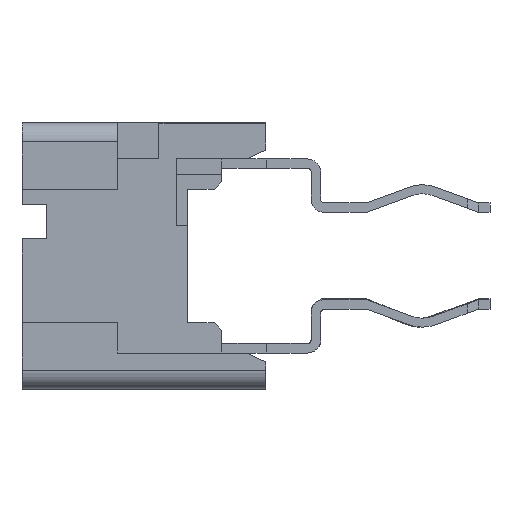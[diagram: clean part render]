
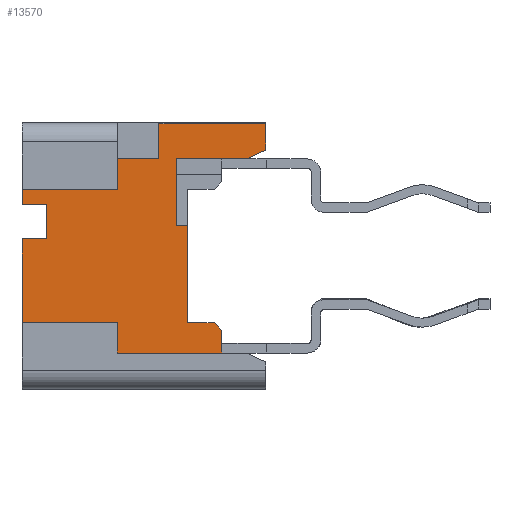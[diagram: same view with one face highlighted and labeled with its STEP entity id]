
A CAD part, left-side view. The second image highlights one B-rep face of the part: STEP entity #13570.
In plain terms, the highlighted planar face has unit normal (-1, 0, 0).
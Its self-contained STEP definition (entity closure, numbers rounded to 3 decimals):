
#27=DIRECTION('',(0.,0.,-1.));
#28=VECTOR('',#27,0.694);
#29=CARTESIAN_POINT('',(-8.525,0.,3.477));
#30=LINE('',#29,#28);
#89=DIRECTION('',(0.,1.,0.));
#90=VECTOR('',#89,0.7);
#91=CARTESIAN_POINT('',(-8.525,1.35,-1.75));
#92=LINE('',#91,#90);
#193=DIRECTION('',(0.,0.,1.));
#194=VECTOR('',#193,0.927);
#195=CARTESIAN_POINT('',(-8.525,2.8,2.55));
#196=LINE('',#195,#194);
#197=DIRECTION('',(0.,-1.,0.));
#198=VECTOR('',#197,2.8);
#199=CARTESIAN_POINT('',(-8.525,2.8,3.477));
#200=LINE('',#199,#198);
#201=DIRECTION('',(0.,0.,-1.));
#202=VECTOR('',#201,1.75);
#203=CARTESIAN_POINT('',(-8.525,2.35,2.55));
#204=LINE('',#203,#202);
#205=DIRECTION('',(0.,1.,0.));
#206=VECTOR('',#205,0.3);
#207=CARTESIAN_POINT('',(-8.525,2.05,0.8));
#208=LINE('',#207,#206);
#209=DIRECTION('',(0.,0.,-1.));
#210=VECTOR('',#209,2.55);
#211=CARTESIAN_POINT('',(-8.525,2.05,0.8));
#212=LINE('',#211,#210);
#213=DIRECTION('',(0.,-1.,0.));
#214=VECTOR('',#213,2.75);
#215=CARTESIAN_POINT('',(-8.525,3.9,-2.55));
#216=LINE('',#215,#214);
#217=DIRECTION('',(0.,0.,-1.));
#218=VECTOR('',#217,0.8);
#219=CARTESIAN_POINT('',(-8.525,3.9,-1.75));
#220=LINE('',#219,#218);
#221=DIRECTION('',(0.,1.,0.));
#222=VECTOR('',#221,2.5);
#223=CARTESIAN_POINT('',(-8.525,3.9,-1.75));
#224=LINE('',#223,#222);
#225=DIRECTION('',(0.,-1.,0.));
#226=VECTOR('',#225,0.65);
#227=CARTESIAN_POINT('',(-8.525,6.4,0.45));
#228=LINE('',#227,#226);
#229=DIRECTION('',(0.,0.,-1.));
#230=VECTOR('',#229,0.9);
#231=CARTESIAN_POINT('',(-8.525,5.75,1.35));
#232=LINE('',#231,#230);
#233=DIRECTION('',(0.,-1.,0.));
#234=VECTOR('',#233,0.65);
#235=CARTESIAN_POINT('',(-8.525,6.4,1.35));
#236=LINE('',#235,#234);
#237=DIRECTION('',(0.,-1.,0.));
#238=VECTOR('',#237,1.1);
#239=CARTESIAN_POINT('',(-8.525,3.9,2.55));
#240=LINE('',#239,#238);
#280=DIRECTION('',(0.,0.,-1.));
#281=VECTOR('',#280,0.8);
#282=CARTESIAN_POINT('',(-8.525,3.9,2.55));
#283=LINE('',#282,#281);
#540=DIRECTION('',(0.,0.,-1.));
#541=VECTOR('',#540,0.6);
#542=CARTESIAN_POINT('',(-8.525,1.15,-1.95));
#543=LINE('',#542,#541);
#692=DIRECTION('',(0.,-0.707,-0.707));
#693=VECTOR('',#692,0.283);
#694=CARTESIAN_POINT('',(-8.525,1.35,-1.75));
#695=LINE('',#694,#693);
#2135=DIRECTION('',(0.,1.,0.));
#2136=VECTOR('',#2135,2.5);
#2137=CARTESIAN_POINT('',(-8.525,3.9,1.75));
#2138=LINE('',#2137,#2136);
#2295=DIRECTION('',(0.,1.,0.));
#2296=VECTOR('',#2295,1.85);
#2297=CARTESIAN_POINT('',(-8.525,0.5,2.55));
#2298=LINE('',#2297,#2296);
#3131=DIRECTION('',(0.,0.906,-0.423));
#3132=VECTOR('',#3131,0.552);
#3133=CARTESIAN_POINT('',(-8.525,0.,2.783));
#3134=LINE('',#3133,#3132);
#3179=DIRECTION('',(0.,0.,1.));
#3180=VECTOR('',#3179,2.2);
#3181=CARTESIAN_POINT('',(-8.525,6.4,-1.75));
#3182=LINE('',#3181,#3180);
#3271=DIRECTION('',(0.,0.,1.));
#3272=VECTOR('',#3271,0.4);
#3273=CARTESIAN_POINT('',(-8.525,6.4,1.35));
#3274=LINE('',#3273,#3272);
#10133=CARTESIAN_POINT('',(-8.525,6.4,-1.75));
#10134=VERTEX_POINT('',#10133);
#10135=CARTESIAN_POINT('',(-8.525,6.4,1.75));
#10137=VERTEX_POINT('',#10135);
#10157=CARTESIAN_POINT('',(-8.525,6.4,0.45));
#10159=VERTEX_POINT('',#10157);
#10161=CARTESIAN_POINT('',(-8.525,6.4,1.35));
#10162=CARTESIAN_POINT('',(-8.525,5.75,1.35));
#10163=VERTEX_POINT('',#10161);
#10164=VERTEX_POINT('',#10162);
#10165=CARTESIAN_POINT('',(-8.525,5.75,0.45));
#10166=VERTEX_POINT('',#10165);
#10279=CARTESIAN_POINT('',(-8.525,3.9,-1.75));
#10280=VERTEX_POINT('',#10279);
#10281=CARTESIAN_POINT('',(-8.525,3.9,-2.55));
#10282=VERTEX_POINT('',#10281);
#10415=CARTESIAN_POINT('',(-8.525,2.05,0.8));
#10416=CARTESIAN_POINT('',(-8.525,2.05,-1.75));
#10417=VERTEX_POINT('',#10415);
#10418=VERTEX_POINT('',#10416);
#10677=CARTESIAN_POINT('',(-8.525,0.,3.477));
#10678=CARTESIAN_POINT('',(-8.525,0.,2.783));
#10679=VERTEX_POINT('',#10677);
#10680=VERTEX_POINT('',#10678);
#10709=CARTESIAN_POINT('',(-8.525,2.35,0.8));
#10710=VERTEX_POINT('',#10709);
#10717=CARTESIAN_POINT('',(-8.525,1.35,-1.75));
#10718=VERTEX_POINT('',#10717);
#10719=CARTESIAN_POINT('',(-8.525,1.15,-1.95));
#10720=VERTEX_POINT('',#10719);
#10721=CARTESIAN_POINT('',(-8.525,1.15,-2.55));
#10722=VERTEX_POINT('',#10721);
#10811=CARTESIAN_POINT('',(-8.525,3.9,2.55));
#10812=VERTEX_POINT('',#10811);
#10813=CARTESIAN_POINT('',(-8.525,2.8,2.55));
#10814=VERTEX_POINT('',#10813);
#10816=CARTESIAN_POINT('',(-8.525,3.9,1.75));
#10818=VERTEX_POINT('',#10816);
#10819=CARTESIAN_POINT('',(-8.525,0.5,2.55));
#10820=VERTEX_POINT('',#10819);
#10821=CARTESIAN_POINT('',(-8.525,2.35,2.55));
#10822=VERTEX_POINT('',#10821);
#10823=CARTESIAN_POINT('',(-8.525,2.8,3.477));
#10824=VERTEX_POINT('',#10823);
#13523=CARTESIAN_POINT('',(-8.525,0.,-1.75));
#13524=DIRECTION('',(-1.,0.,0.));
#13525=DIRECTION('',(0.,0.,1.));
#13526=AXIS2_PLACEMENT_3D('',#13523,#13524,#13525);
#13527=PLANE('',#13526);
#13529=ORIENTED_EDGE('',*,*,#13528,.T.);
#13531=ORIENTED_EDGE('',*,*,#13530,.T.);
#13532=ORIENTED_EDGE('',*,*,#13330,.T.);
#13534=ORIENTED_EDGE('',*,*,#13533,.T.);
#13536=ORIENTED_EDGE('',*,*,#13535,.T.);
#13538=ORIENTED_EDGE('',*,*,#13537,.T.);
#13540=ORIENTED_EDGE('',*,*,#13539,.F.);
#13542=ORIENTED_EDGE('',*,*,#13541,.T.);
#13543=ORIENTED_EDGE('',*,*,#13420,.F.);
#13545=ORIENTED_EDGE('',*,*,#13544,.T.);
#13547=ORIENTED_EDGE('',*,*,#13546,.T.);
#13549=ORIENTED_EDGE('',*,*,#13548,.F.);
#13550=ORIENTED_EDGE('',*,*,#13374,.F.);
#13551=ORIENTED_EDGE('',*,*,#13386,.T.);
#13553=ORIENTED_EDGE('',*,*,#13552,.T.);
#13555=ORIENTED_EDGE('',*,*,#13554,.T.);
#13557=ORIENTED_EDGE('',*,*,#13556,.F.);
#13559=ORIENTED_EDGE('',*,*,#13558,.F.);
#13561=ORIENTED_EDGE('',*,*,#13560,.T.);
#13563=ORIENTED_EDGE('',*,*,#13562,.F.);
#13565=ORIENTED_EDGE('',*,*,#13564,.F.);
#13567=ORIENTED_EDGE('',*,*,#13566,.T.);
#13568=EDGE_LOOP('',(#13529,#13531,#13532,#13534,#13536,#13538,#13540,#13542,
#13543,#13545,#13547,#13549,#13550,#13551,#13553,#13555,#13557,#13559,#13561,
#13563,#13565,#13567));
#13569=FACE_OUTER_BOUND('',#13568,.F.);
#13570=ADVANCED_FACE('',(#13569),#13527,.T.);
#13330=EDGE_CURVE('',#10679,#10680,#30,.T.);
#13374=EDGE_CURVE('',#10280,#10282,#220,.T.);
#13386=EDGE_CURVE('',#10280,#10134,#224,.T.);
#13420=EDGE_CURVE('',#10718,#10418,#92,.T.);
#13528=EDGE_CURVE('',#10814,#10824,#196,.T.);
#13530=EDGE_CURVE('',#10824,#10679,#200,.T.);
#13533=EDGE_CURVE('',#10680,#10820,#3134,.T.);
#13535=EDGE_CURVE('',#10820,#10822,#2298,.T.);
#13537=EDGE_CURVE('',#10822,#10710,#204,.T.);
#13539=EDGE_CURVE('',#10417,#10710,#208,.T.);
#13541=EDGE_CURVE('',#10417,#10418,#212,.T.);
#13544=EDGE_CURVE('',#10718,#10720,#695,.T.);
#13546=EDGE_CURVE('',#10720,#10722,#543,.T.);
#13548=EDGE_CURVE('',#10282,#10722,#216,.T.);
#13552=EDGE_CURVE('',#10134,#10159,#3182,.T.);
#13554=EDGE_CURVE('',#10159,#10166,#228,.T.);
#13556=EDGE_CURVE('',#10164,#10166,#232,.T.);
#13558=EDGE_CURVE('',#10163,#10164,#236,.T.);
#13560=EDGE_CURVE('',#10163,#10137,#3274,.T.);
#13562=EDGE_CURVE('',#10818,#10137,#2138,.T.);
#13564=EDGE_CURVE('',#10812,#10818,#283,.T.);
#13566=EDGE_CURVE('',#10812,#10814,#240,.T.);
